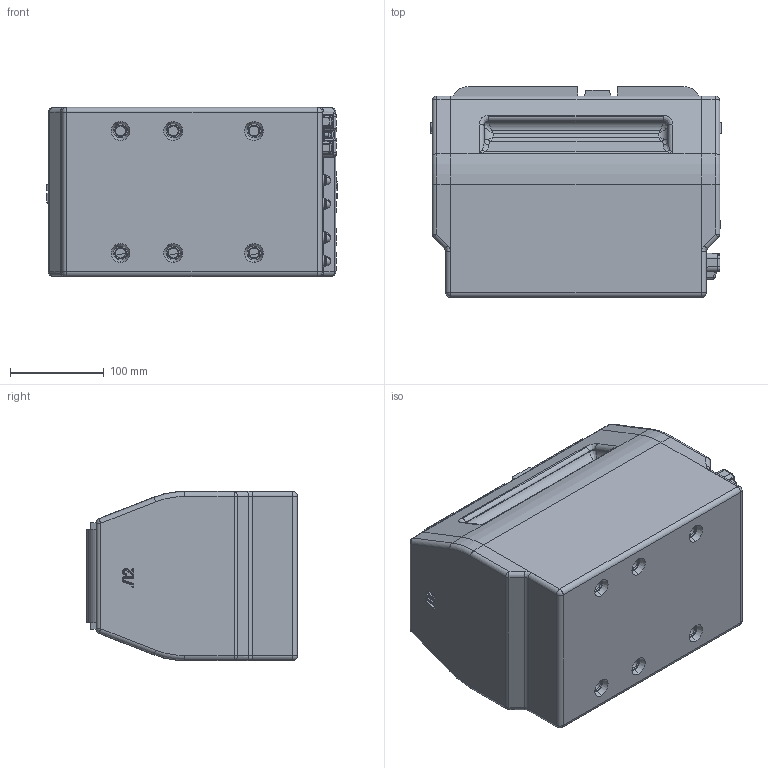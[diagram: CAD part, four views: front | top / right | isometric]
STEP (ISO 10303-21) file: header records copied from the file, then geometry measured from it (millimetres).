
FILE_DESCRIPTION (( 'STEP AP203' ), '1' );
FILE_NAME ('ﾒﾎﾋ-10-ﾌ-3 (2500, 3000)ﾀ.STEP', '2014-07-31T04:27:33', ( '' ), ( '' ), 'SwSTEP 2.0', 'SolidWorks 2010', '' );
FILE_SCHEMA (( 'CONFIG_CONTROL_DESIGN' ));
Products named in the file (1): ﾒﾎﾋ-10-ﾌ-3 (2500, 3000)ﾀ
Bounding box: 309 x 224 x 180 mm (x, y, z)
Volume: 10676955.5 mm3; surface area: 402653.4 mm2
Topology: 16 solids, 42 shells, 3103 faces, 8220 edges, 5334 vertices
Faces by surface type: plane 1507, bspline 931, cylinder 371, cone 214, torus 44, sphere 36
Entity records: 129748 total; most frequent: CARTESIAN_POINT 58904, ORIENTED_EDGE 16376, DIRECTION 11685, EDGE_CURVE 8188, VERTEX_POINT 5334, LINE 5059, VECTOR 5059, AXIS2_PLACEMENT_3D 3313
